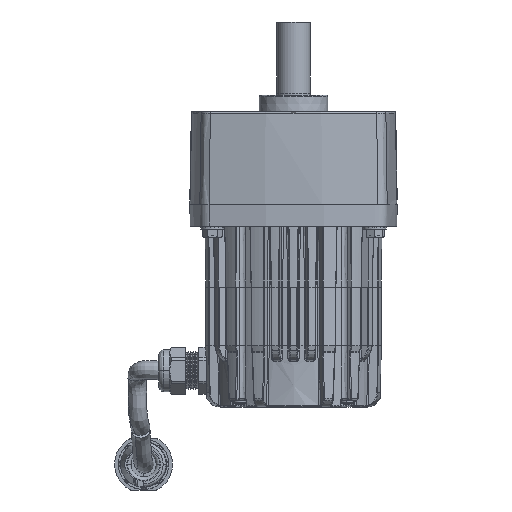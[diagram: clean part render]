
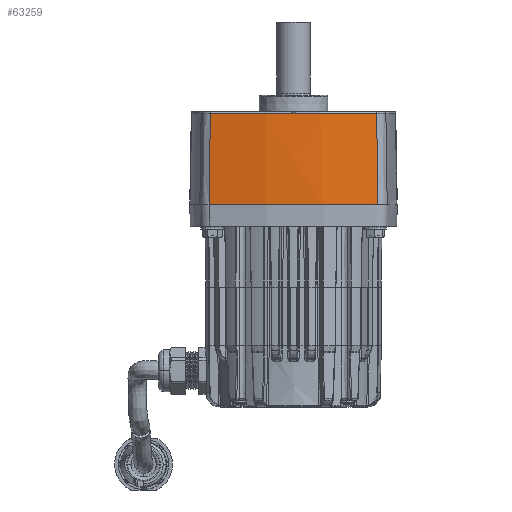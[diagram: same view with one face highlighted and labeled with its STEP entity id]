
A CAD part, front view. The second image highlights one B-rep face of the part: STEP entity #63259.
In plain terms, the highlighted conical face has half-angle 1 degrees and reference radius 203.188 mm.
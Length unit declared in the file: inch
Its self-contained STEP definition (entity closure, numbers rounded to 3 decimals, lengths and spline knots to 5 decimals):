
#84 = VERTEX_POINT ( 'NONE', #7834 ) ;
#1384 = DIRECTION ( 'NONE',  ( 1., 0., 0. ) ) ;
#1388 = EDGE_CURVE ( 'NONE', #37454, #84, #3848, .T. ) ;
#3708 = EDGE_CURVE ( 'NONE', #40449, #25521, #40954, .T. ) ;
#3848 = B_SPLINE_CURVE_WITH_KNOTS ( 'NONE', 3,
 ( #76938, #78042, #76486, #76388 ),
 .UNSPECIFIED., .F., .F.,
 ( 4, 4 ),
 ( 0., 1. ),
 .UNSPECIFIED. ) ;
#7834 = CARTESIAN_POINT ( 'NONE',  ( 1.85745, -2.06439, -2.06105 ) ) ;
#11432 = CARTESIAN_POINT ( 'NONE',  ( 0., 5.68, -2.06105 ) ) ;
#16692 = CIRCLE ( 'NONE', #72500, 7.99953 ) ;
#18199 = DIRECTION ( 'NONE',  ( 1., 0., 0. ) ) ;
#18371 = CARTESIAN_POINT ( 'NONE',  ( 0., 5.68, -0.027 ) ) ;
#20378 = EDGE_CURVE ( 'NONE', #25521, #37454, #16692, .T. ) ;
#22238 = EDGE_LOOP ( 'NONE', ( #48074, #69778, #46288, #46169 ) ) ;
#25113 = DIRECTION ( 'NONE',  ( 1., 0., 0. ) ) ;
#25521 = VERTEX_POINT ( 'NONE', #72481 ) ;
#26198 = EDGE_CURVE ( 'NONE', #40449, #84, #32775, .T. ) ;
#29871 = CONICAL_SURFACE ( 'NONE', #40266, 7.99953, 0.017 ) ;
#31939 = FACE_OUTER_BOUND ( 'NONE', #22238, .T. ) ;
#32775 = CIRCLE ( 'NONE', #65025, 7.96402 ) ;
#37454 = VERTEX_POINT ( 'NONE', #58157 ) ;
#40266 = AXIS2_PLACEMENT_3D ( 'NONE', #80262, #61102, #1384 ) ;
#40449 = VERTEX_POINT ( 'NONE', #54158 ) ;
#40954 = B_SPLINE_CURVE_WITH_KNOTS ( 'NONE', 3,
 ( #41445, #42587, #42889, #41376 ),
 .UNSPECIFIED., .F., .F.,
 ( 4, 4 ),
 ( 0., 1. ),
 .UNSPECIFIED. ) ;
#41376 = CARTESIAN_POINT ( 'NONE',  ( -1.88764, -2.09363, -0.027 ) ) ;
#41445 = CARTESIAN_POINT ( 'NONE',  ( -1.85745, -2.06439, -2.06105 ) ) ;
#42587 = CARTESIAN_POINT ( 'NONE',  ( -1.86752, -2.07414, -1.38303 ) ) ;
#42889 = CARTESIAN_POINT ( 'NONE',  ( -1.87758, -2.08389, -0.70502 ) ) ;
#46169 = ORIENTED_EDGE ( 'NONE', *, *, #20378, .F. ) ;
#46288 = ORIENTED_EDGE ( 'NONE', *, *, #1388, .F. ) ;
#48074 = ORIENTED_EDGE ( 'NONE', *, *, #3708, .F. ) ;
#54158 = CARTESIAN_POINT ( 'NONE',  ( -1.85745, -2.06439, -2.06105 ) ) ;
#57713 = DIRECTION ( 'NONE',  ( 0., 0., 1. ) ) ;
#58157 = CARTESIAN_POINT ( 'NONE',  ( 1.88764, -2.09363, -0.027 ) ) ;
#61102 = DIRECTION ( 'NONE',  ( 0., 0., 1. ) ) ;
#63259 = ADVANCED_FACE ( 'NONE', ( #31939 ), #29871, .T. ) ;
#64409 = DIRECTION ( 'NONE',  ( 0., 0., 1. ) ) ;
#65025 = AXIS2_PLACEMENT_3D ( 'NONE', #11432, #57713, #18199 ) ;
#69778 = ORIENTED_EDGE ( 'NONE', *, *, #26198, .T. ) ;
#72481 = CARTESIAN_POINT ( 'NONE',  ( -1.88764, -2.09363, -0.027 ) ) ;
#72500 = AXIS2_PLACEMENT_3D ( 'NONE', #18371, #64409, #25113 ) ;
#76388 = CARTESIAN_POINT ( 'NONE',  ( 1.85745, -2.06439, -2.06105 ) ) ;
#76486 = CARTESIAN_POINT ( 'NONE',  ( 1.86752, -2.07414, -1.38303 ) ) ;
#76938 = CARTESIAN_POINT ( 'NONE',  ( 1.88764, -2.09363, -0.027 ) ) ;
#78042 = CARTESIAN_POINT ( 'NONE',  ( 1.87758, -2.08389, -0.70502 ) ) ;
#80262 = CARTESIAN_POINT ( 'NONE',  ( 0., 5.68, -0.027 ) ) ;
